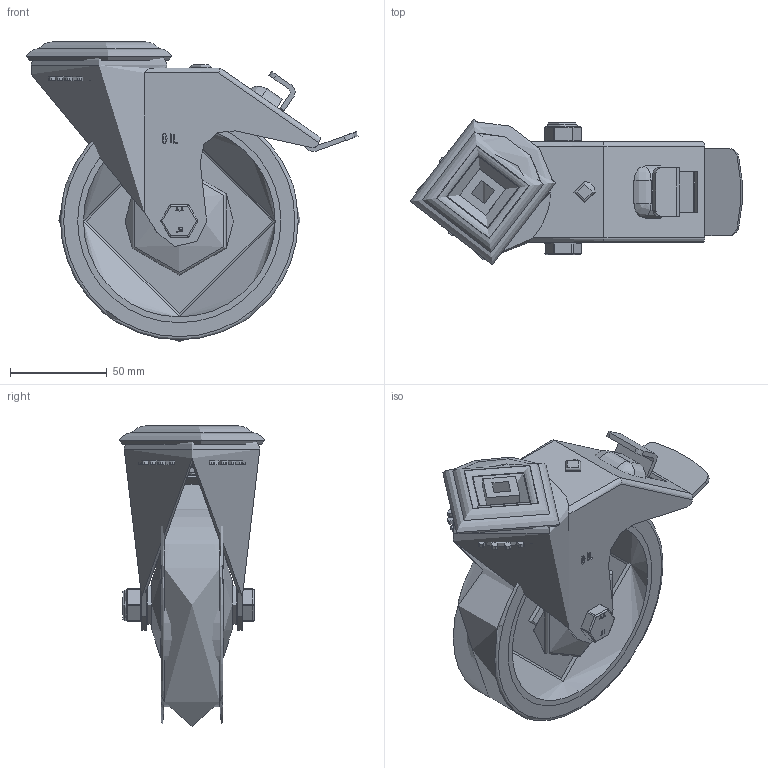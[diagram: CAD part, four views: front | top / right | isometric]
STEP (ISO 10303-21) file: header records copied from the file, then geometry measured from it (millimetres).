
FILE_DESCRIPTION(/* description */ (''),/* implementation_level */ '2;1');
FILE_NAME(/* name */ 'BZMM125STPRBJBH12SWB.step',/* time_stamp */ '2024-09-30T14:16:27+01:00',/* author */ (''),/* organization */ (''),/* preprocessor_version */ 'ST-DEVELOPER v20',/* originating_system */ 'Autodesk Translation Framework v13.20.0.188',/* authorisation */ '');
FILE_SCHEMA (('AUTOMOTIVE_DESIGN { 1 0 10303 214 3 1 1 }'));
Length unit declared in the file: millimetre
Products named in the file (33): BZMM125STPRBJBH12SWB; BZMM125ASBH12SWB - 47 v1; ZINC PLATED, PRESSED STEEL HEAD; ZINC PLATED, PRESSED STEEL FORKS; ZINC PLATED, PRESSED STEEL BRAKE PEDAL; BRAKE PAD; BRAKE PAD Geometry; BOLT; NUT; BZMM125WSTPRBJM10 v1; 65 SHORE A THERMOPLASTIC RUBBER TYRE; POLYPROPYLENE RIM; BEARING 6202; METAL; METAL2; Pattern; Component1; MIDDLE; RUBBER; RUBBER2; CAP; CAP Geometry; CAP2; WP10X21X2 v1; WP10X21X2; WP10X21X2 v1 (1); WP10X21X2 (1); HEXBOLTM10X60Z8.8 v2; GRADE 8.8 ZINC PLATED BOLT; NYLOCM10Z v1; NYLOC NUT; RUBBER (1); NUT (1)
Assembly tree (39 placements, depth 5):
  BZMM125STPRBJBH12SWB
    BZMM125ASBH12SWB - 47 v1
      ZINC PLATED, PRESSED STEEL HEAD
      ZINC PLATED, PRESSED STEEL FORKS
      ZINC PLATED, PRESSED STEEL BRAKE PEDAL
      BRAKE PAD
        BRAKE PAD Geometry
        BOLT
        NUT
    BZMM125WSTPRBJM10 v1
      65 SHORE A THERMOPLASTIC RUBBER TYRE
      POLYPROPYLENE RIM
      BEARING 6202
        METAL
        METAL2
        Pattern
          Component1  x8
        MIDDLE
        RUBBER
        RUBBER2
      CAP
        CAP Geometry
        CAP2
    WP10X21X2 v1
      WP10X21X2
    WP10X21X2 v1 (1)
      WP10X21X2 (1)
    HEXBOLTM10X60Z8.8 v2
      GRADE 8.8 ZINC PLATED BOLT
    NYLOCM10Z v1
      NYLOC NUT
        RUBBER (1)
        NUT (1)
Bounding box: 171.46 x 75.35 x 155 mm (x, y, z)
Volume: 303830.8 mm3; surface area: 179074.7 mm2
Topology: 28 solids, 28 shells, 1017 faces, 2581 edges, 1688 vertices
Faces by surface type: plane 444, cylinder 278, bspline 194, sphere 46, torus 40, cone 15
Full cylindrical faces by diameter (mm): 6 x4, 8.141 x19, 9 x2, 9.85 x20, 10 x3, 10.2 x2, 10.4 x2, 10.75 x2, 11 x1, 12 x2, 12.2 x1, 15 x3, 15.5 x1, 16 x1, 18 x1, 19.8 x2, 20 x6, 21.313 x1, 22.5 x2, 23 x2, 24 x3, 25.5 x2, 30 x4, 30.5 x2, 31 x4, 32 x1, 32.5 x2, 34.5 x2, 35 x2, 36.5 x2
Entity records: 39232 total; most frequent: CARTESIAN_POINT 14732, ORIENTED_EDGE 5080, DIRECTION 4551, EDGE_CURVE 2540, VERTEX_POINT 1673, AXIS2_PLACEMENT_3D 1640, LINE 1271, VECTOR 1271
